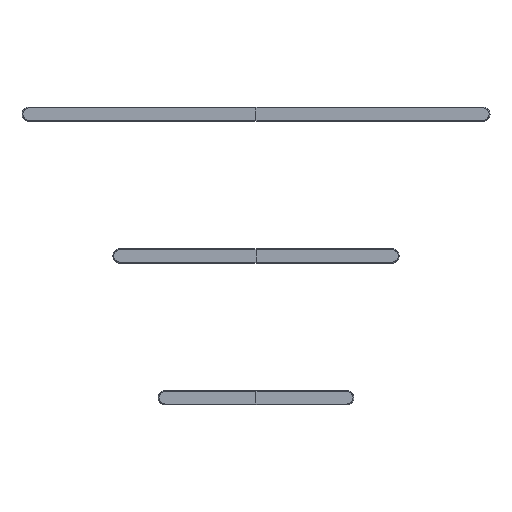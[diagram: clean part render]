
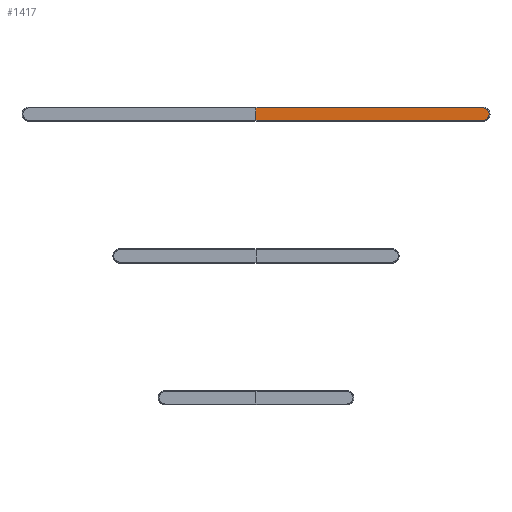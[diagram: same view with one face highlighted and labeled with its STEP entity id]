
A CAD part, top view. The second image highlights one B-rep face of the part: STEP entity #1417.
In plain terms, the highlighted planar face has unit normal (0, 0, 1).
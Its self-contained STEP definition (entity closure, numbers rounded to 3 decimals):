
#132=B_SPLINE_CURVE_WITH_KNOTS('',3,(#2700,#2701,#2702,#2703),
 .UNSPECIFIED.,.F.,.F.,(4,4),(0.,1.),.UNSPECIFIED.);
#134=B_SPLINE_CURVE_WITH_KNOTS('',3,(#2729,#2730,#2731,#2732),
 .UNSPECIFIED.,.F.,.F.,(4,4),(0.,1.),.UNSPECIFIED.);
#262=PLANE('',#1571);
#334=FACE_OUTER_BOUND('',#421,.T.);
#421=EDGE_LOOP('',(#1248,#1249,#1250,#1251,#1252));
#510=LINE('',#2800,#604);
#511=LINE('',#2802,#605);
#512=LINE('',#2803,#606);
#604=VECTOR('',#1763,10.);
#605=VECTOR('',#1764,10.);
#606=VECTOR('',#1765,10.);
#733=VERTEX_POINT('',#2694);
#734=VERTEX_POINT('',#2699);
#736=VERTEX_POINT('',#2726);
#743=VERTEX_POINT('',#2799);
#744=VERTEX_POINT('',#2801);
#903=EDGE_CURVE('',#733,#734,#132,.T.);
#907=EDGE_CURVE('',#736,#733,#134,.T.);
#917=EDGE_CURVE('',#743,#736,#510,.T.);
#918=EDGE_CURVE('',#744,#743,#511,.T.);
#919=EDGE_CURVE('',#734,#744,#512,.T.);
#1248=ORIENTED_EDGE('',*,*,#903,.F.);
#1249=ORIENTED_EDGE('',*,*,#907,.F.);
#1250=ORIENTED_EDGE('',*,*,#917,.F.);
#1251=ORIENTED_EDGE('',*,*,#918,.F.);
#1252=ORIENTED_EDGE('',*,*,#919,.F.);
#1417=ADVANCED_FACE('',(#334),#262,.F.);
#1571=AXIS2_PLACEMENT_3D('',#2798,#1761,#1762);
#1761=DIRECTION('center_axis',(0.,0.,-1.));
#1762=DIRECTION('ref_axis',(0.985,0.174,0.));
#1763=DIRECTION('',(1.,0.,0.));
#1764=DIRECTION('',(0.,1.,0.));
#1765=DIRECTION('',(-1.,0.,0.));
#2694=CARTESIAN_POINT('',(164.4,0.,29.));
#2699=CARTESIAN_POINT('',(160.,-4.4,29.));
#2700=CARTESIAN_POINT('Ctrl Pts',(164.4,0.,
29.));
#2701=CARTESIAN_POINT('Ctrl Pts',(164.423,-2.313,29.));
#2702=CARTESIAN_POINT('Ctrl Pts',(162.302,-4.407,29.));
#2703=CARTESIAN_POINT('Ctrl Pts',(160.,-4.4,29.));
#2726=CARTESIAN_POINT('',(160.,4.4,29.));
#2729=CARTESIAN_POINT('Ctrl Pts',(160.,4.4,29.));
#2730=CARTESIAN_POINT('Ctrl Pts',(162.302,4.407,29.));
#2731=CARTESIAN_POINT('Ctrl Pts',(164.423,2.313,29.));
#2732=CARTESIAN_POINT('Ctrl Pts',(164.4,0.,
29.));
#2798=CARTESIAN_POINT('Origin',(-10.081,5.133,29.));
#2799=CARTESIAN_POINT('',(0.,4.4,29.));
#2800=CARTESIAN_POINT('',(0.,4.4,29.));
#2801=CARTESIAN_POINT('',(0.,-4.4,29.));
#2802=CARTESIAN_POINT('',(0.,-4.4,29.));
#2803=CARTESIAN_POINT('',(160.,-4.4,29.));
